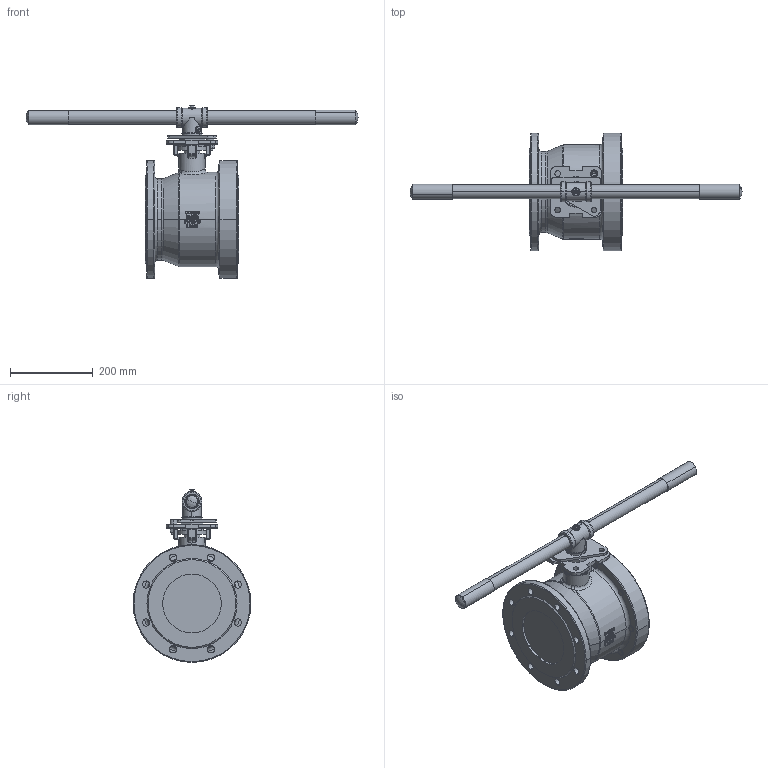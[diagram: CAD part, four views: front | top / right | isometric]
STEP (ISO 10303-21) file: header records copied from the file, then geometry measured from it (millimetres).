
FILE_DESCRIPTION (( 'STEP AP214' ), '1' );
FILE_NAME ('FK04_DN150_PN16.STEP', '2022-05-03T08:40:03', ( '' ), ( '' ), 'SwSTEP 2.0', 'SolidWorks 2021', '' );
FILE_SCHEMA (( 'AUTOMOTIVE_DESIGN' ));
Products named in the file (3): FK04_DN150_PN16; ENG-006131; ENG-006131_2
Assembly tree (2 placements, depth 2):
  FK04_DN150_PN16
    ENG-006131
    ENG-006131_2
Bounding box: 803.1 x 285 x 418.08 mm (x, y, z)
Volume: 10239923.8 mm3; surface area: 667170.3 mm2
Topology: 2 solids, 12 shells, 1215 faces, 3204 edges, 2064 vertices
Faces by surface type: plane 379, cylinder 369, bspline 279, torus 98, cone 78, sphere 12
Entity records: 102596 total; most frequent: CARTESIAN_POINT 74323, ORIENTED_EDGE 6336, DIRECTION 5171, EDGE_CURVE 3168, VERTEX_POINT 2064, AXIS2_PLACEMENT_3D 1949, EDGE_LOOP 1366, VECTOR 1273
